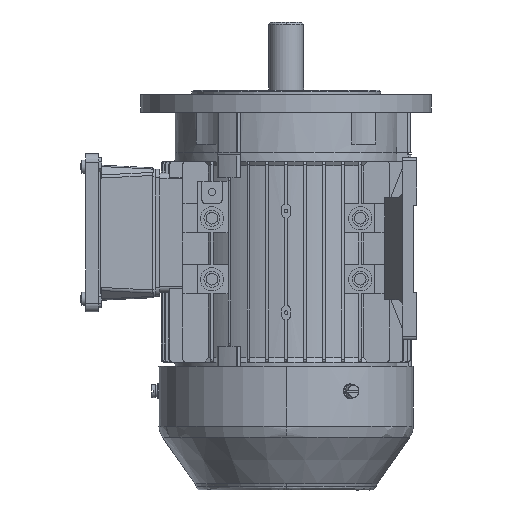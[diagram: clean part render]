
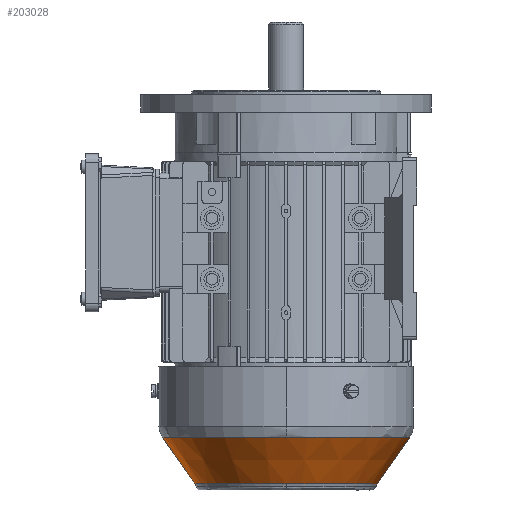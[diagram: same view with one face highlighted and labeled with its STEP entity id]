
A CAD part, left-side view. The second image highlights one B-rep face of the part: STEP entity #203028.
In plain terms, the highlighted conical face has half-angle 35 degrees and reference radius 85.149 mm.
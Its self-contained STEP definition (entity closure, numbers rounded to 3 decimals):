
#18672 = CIRCLE ( 'NONE', #79210, 62.78 ) ;
#20365 = EDGE_CURVE ( 'NONE', #211475, #48786, #254214, .T. ) ;
#23617 = EDGE_CURVE ( 'NONE', #28176, #211475, #18672, .T. ) ;
#28176 = VERTEX_POINT ( 'NONE', #177929 ) ;
#46329 = CARTESIAN_POINT ( 'NONE',  ( -79.917, 106.06, -58.401 ) ) ;
#47550 = CARTESIAN_POINT ( 'NONE',  ( -79.917, -41.869, -90.348 ) ) ;
#48786 = VERTEX_POINT ( 'NONE', #47550 ) ;
#48879 = VERTEX_POINT ( 'NONE', #339995 ) ;
#54510 = CARTESIAN_POINT ( 'NONE',  ( -79.917, 20.911, -58.401 ) ) ;
#74718 = DIRECTION ( 'NONE',  ( 0., -0.574, 0.819 ) ) ;
#79210 = AXIS2_PLACEMENT_3D ( 'NONE', #204944, #202651, #313066 ) ;
#107780 = ORIENTED_EDGE ( 'NONE', *, *, #23617, .T. ) ;
#112608 = AXIS2_PLACEMENT_3D ( 'NONE', #147716, #201735, #339150 ) ;
#113115 = ORIENTED_EDGE ( 'NONE', *, *, #20365, .T. ) ;
#121090 = VERTEX_POINT ( 'NONE', #290451 ) ;
#126633 = VECTOR ( 'NONE', #289325, 1000. ) ;
#144801 = DIRECTION ( 'NONE',  ( 0., 0., 1. ) ) ;
#147716 = CARTESIAN_POINT ( 'NONE',  ( -79.917, 20.911, -58.401 ) ) ;
#148633 = DIRECTION ( 'NONE',  ( 1., 0., 0. ) ) ;
#149746 = CARTESIAN_POINT ( 'NONE',  ( -79.917, 20.911, -58.401 ) ) ;
#165605 = EDGE_LOOP ( 'NONE', ( #336546, #107780, #113115, #286679, #258172, #203700 ) ) ;
#167289 = EDGE_CURVE ( 'NONE', #326713, #121090, #323297, .T. ) ;
#177929 = CARTESIAN_POINT ( 'NONE',  ( -79.917, 83.691, -90.348 ) ) ;
#182591 = CARTESIAN_POINT ( 'NONE',  ( -79.917, -64.238, -58.401 ) ) ;
#185689 = EDGE_CURVE ( 'NONE', #48786, #121090, #316581, .T. ) ;
#197944 = CARTESIAN_POINT ( 'NONE',  ( -142.697, 20.911, -90.348 ) ) ;
#201735 = DIRECTION ( 'NONE',  ( 0., 0., 1. ) ) ;
#202651 = DIRECTION ( 'NONE',  ( 0., 0., 1. ) ) ;
#203028 = ADVANCED_FACE ( 'NONE', ( #308126 ), #257544, .T. ) ;
#203700 = ORIENTED_EDGE ( 'NONE', *, *, #301003, .F. ) ;
#204944 = CARTESIAN_POINT ( 'NONE',  ( -79.917, 20.911, -90.348 ) ) ;
#211475 = VERTEX_POINT ( 'NONE', #197944 ) ;
#219379 = EDGE_CURVE ( 'NONE', #28176, #48879, #223241, .T. ) ;
#223241 = LINE ( 'NONE', #46329, #126633 ) ;
#251655 = CARTESIAN_POINT ( 'NONE',  ( -79.917, 20.911, -90.348 ) ) ;
#251729 = AXIS2_PLACEMENT_3D ( 'NONE', #54510, #299872, #296405 ) ;
#254214 = CIRCLE ( 'NONE', #270030, 62.78 ) ;
#257544 = CONICAL_SURFACE ( 'NONE', #251729, 85.149, 0.611 ) ;
#258172 = ORIENTED_EDGE ( 'NONE', *, *, #167289, .F. ) ;
#260139 = DIRECTION ( 'NONE',  ( 0., 0., 1. ) ) ;
#270030 = AXIS2_PLACEMENT_3D ( 'NONE', #251655, #144801, #281019 ) ;
#281019 = DIRECTION ( 'NONE',  ( -1., 0., 0. ) ) ;
#286679 = ORIENTED_EDGE ( 'NONE', *, *, #185689, .T. ) ;
#289325 = DIRECTION ( 'NONE',  ( 0., 0.574, 0.819 ) ) ;
#290451 = CARTESIAN_POINT ( 'NONE',  ( -79.917, -64.238, -58.401 ) ) ;
#293584 = AXIS2_PLACEMENT_3D ( 'NONE', #149746, #260139, #148633 ) ;
#295703 = VECTOR ( 'NONE', #74718, 1000. ) ;
#296405 = DIRECTION ( 'NONE',  ( 0., -1., 0. ) ) ;
#299872 = DIRECTION ( 'NONE',  ( 0., 0., 1. ) ) ;
#301003 = EDGE_CURVE ( 'NONE', #48879, #326713, #322105, .T. ) ;
#308126 = FACE_OUTER_BOUND ( 'NONE', #165605, .T. ) ;
#313066 = DIRECTION ( 'NONE',  ( -1., 0., 0. ) ) ;
#316581 = LINE ( 'NONE', #182591, #295703 ) ;
#319241 = CARTESIAN_POINT ( 'NONE',  ( -165.066, 20.911, -58.401 ) ) ;
#322105 = CIRCLE ( 'NONE', #293584, 85.149 ) ;
#323297 = CIRCLE ( 'NONE', #112608, 85.149 ) ;
#326713 = VERTEX_POINT ( 'NONE', #319241 ) ;
#336546 = ORIENTED_EDGE ( 'NONE', *, *, #219379, .F. ) ;
#339150 = DIRECTION ( 'NONE',  ( 1., 0., 0. ) ) ;
#339995 = CARTESIAN_POINT ( 'NONE',  ( -79.917, 106.06, -58.401 ) ) ;
